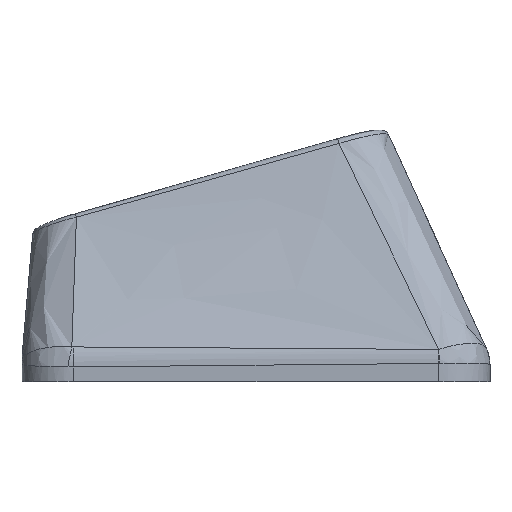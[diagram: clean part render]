
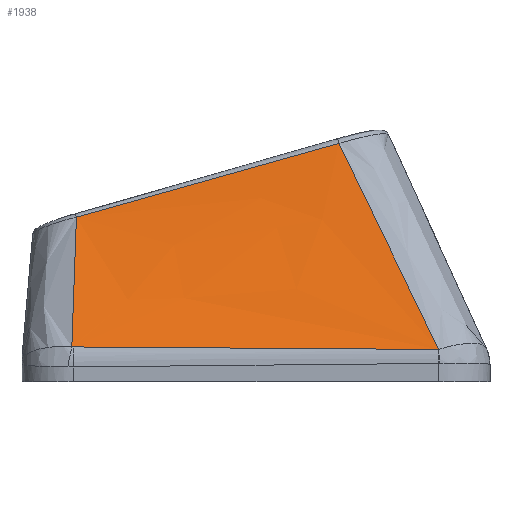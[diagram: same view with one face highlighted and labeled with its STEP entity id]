
A CAD part, left-side view. The second image highlights one B-rep face of the part: STEP entity #1938.
In plain terms, the highlighted free-form (B-spline) face has degree [3, 3] with [4, 4] control points.
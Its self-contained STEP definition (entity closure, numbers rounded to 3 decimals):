
#52=B_SPLINE_SURFACE_WITH_KNOTS('',3,3,((#4791,#4792,#4793,#4794),(#4795,
#4796,#4797,#4798),(#4799,#4800,#4801,#4802),(#4803,#4804,#4805,#4806)),
 .UNSPECIFIED.,.F.,.F.,.F.,(4,4),(4,4),(0.104,0.893),
(0.024,0.97),.UNSPECIFIED.);
#352=FACE_OUTER_BOUND('',#451,.T.);
#451=EDGE_LOOP('',(#1637,#1638,#1639,#1640,#1641,#1642));
#619=B_SPLINE_CURVE_WITH_KNOTS('',3,(#4313,#4314,#4315,#4316),
 .UNSPECIFIED.,.F.,.F.,(4,4),(0.,0.001),.UNSPECIFIED.);
#621=B_SPLINE_CURVE_WITH_KNOTS('',3,(#4340,#4341,#4342,#4343),
 .UNSPECIFIED.,.F.,.F.,(4,4),(0.,1.416),.UNSPECIFIED.);
#623=B_SPLINE_CURVE_WITH_KNOTS('',3,(#4367,#4368,#4369,#4370),
 .UNSPECIFIED.,.F.,.F.,(4,4),(0.,0.006),
 .UNSPECIFIED.);
#645=B_SPLINE_CURVE_WITH_KNOTS('',3,(#4782,#4783,#4784,#4785),
 .UNSPECIFIED.,.F.,.F.,(4,4),(-0.609,-0.019),
 .UNSPECIFIED.);
#647=B_SPLINE_CURVE_WITH_KNOTS('',3,(#4808,#4809,#4810,#4811),
 .UNSPECIFIED.,.F.,.F.,(4,4),(0.023,0.964),
 .UNSPECIFIED.);
#648=B_SPLINE_CURVE_WITH_KNOTS('',3,(#4812,#4813,#4814,#4815),
 .UNSPECIFIED.,.F.,.F.,(4,4),(-1.058,0.),.UNSPECIFIED.);
#859=VERTEX_POINT('',#4272);
#863=VERTEX_POINT('',#4306);
#865=VERTEX_POINT('',#4333);
#867=VERTEX_POINT('',#4360);
#894=VERTEX_POINT('',#4781);
#895=VERTEX_POINT('',#4807);
#1136=EDGE_CURVE('',#859,#863,#619,.T.);
#1139=EDGE_CURVE('',#863,#865,#621,.T.);
#1142=EDGE_CURVE('',#865,#867,#623,.T.);
#1183=EDGE_CURVE('',#867,#894,#645,.T.);
#1185=EDGE_CURVE('',#895,#859,#647,.T.);
#1186=EDGE_CURVE('',#894,#895,#648,.T.);
#1637=ORIENTED_EDGE('',*,*,#1142,.F.);
#1638=ORIENTED_EDGE('',*,*,#1139,.F.);
#1639=ORIENTED_EDGE('',*,*,#1136,.F.);
#1640=ORIENTED_EDGE('',*,*,#1185,.F.);
#1641=ORIENTED_EDGE('',*,*,#1186,.F.);
#1642=ORIENTED_EDGE('',*,*,#1183,.F.);
#1938=ADVANCED_FACE('',(#352),#52,.T.);
#4272=CARTESIAN_POINT('',(-13.741,-7.087,0.261));
#4306=CARTESIAN_POINT('',(-13.742,-7.077,0.261));
#4313=CARTESIAN_POINT('Ctrl Pts',(-13.741,-7.087,0.261));
#4314=CARTESIAN_POINT('Ctrl Pts',(-13.742,-7.084,0.261));
#4315=CARTESIAN_POINT('Ctrl Pts',(-13.742,-7.08,0.261));
#4316=CARTESIAN_POINT('Ctrl Pts',(-13.742,-7.077,0.261));
#4333=CARTESIAN_POINT('',(-13.626,7.092,0.358));
#4340=CARTESIAN_POINT('Ctrl Pts',(-13.742,-7.077,0.261));
#4341=CARTESIAN_POINT('Ctrl Pts',(-13.72,-2.355,0.286));
#4342=CARTESIAN_POINT('Ctrl Pts',(-13.692,2.367,0.317));
#4343=CARTESIAN_POINT('Ctrl Pts',(-13.626,7.092,0.358));
#4360=CARTESIAN_POINT('',(-13.622,7.147,0.364));
#4367=CARTESIAN_POINT('Ctrl Pts',(-13.626,7.092,0.358));
#4368=CARTESIAN_POINT('Ctrl Pts',(-13.626,7.11,0.358));
#4369=CARTESIAN_POINT('Ctrl Pts',(-13.625,7.129,0.36));
#4370=CARTESIAN_POINT('Ctrl Pts',(-13.622,7.147,0.364));
#4781=CARTESIAN_POINT('',(-10.608,6.969,5.393));
#4782=CARTESIAN_POINT('Ctrl Pts',(-13.622,7.147,0.364));
#4783=CARTESIAN_POINT('Ctrl Pts',(-12.609,7.07,2.036));
#4784=CARTESIAN_POINT('Ctrl Pts',(-11.604,7.007,3.713));
#4785=CARTESIAN_POINT('Ctrl Pts',(-10.608,6.969,5.393));
#4791=CARTESIAN_POINT('Ctrl Pts',(-10.589,-3.643,8.371));
#4792=CARTESIAN_POINT('Ctrl Pts',(-11.64,-4.791,5.667));
#4793=CARTESIAN_POINT('Ctrl Pts',(-12.691,-5.939,2.964));
#4794=CARTESIAN_POINT('Ctrl Pts',(-13.742,-7.087,0.261));
#4795=CARTESIAN_POINT('Ctrl Pts',(-10.589,-0.034,
7.368));
#4796=CARTESIAN_POINT('Ctrl Pts',(-11.64,-0.804,4.989));
#4797=CARTESIAN_POINT('Ctrl Pts',(-12.691,-1.573,2.609));
#4798=CARTESIAN_POINT('Ctrl Pts',(-13.742,-2.343,0.23));
#4799=CARTESIAN_POINT('Ctrl Pts',(-10.589,3.575,6.366));
#4800=CARTESIAN_POINT('Ctrl Pts',(-11.64,3.184,4.31));
#4801=CARTESIAN_POINT('Ctrl Pts',(-12.691,2.793,2.254));
#4802=CARTESIAN_POINT('Ctrl Pts',(-13.742,2.401,0.198));
#4803=CARTESIAN_POINT('Ctrl Pts',(-10.589,7.185,5.364));
#4804=CARTESIAN_POINT('Ctrl Pts',(-11.64,7.172,3.632));
#4805=CARTESIAN_POINT('Ctrl Pts',(-12.691,7.158,1.9));
#4806=CARTESIAN_POINT('Ctrl Pts',(-13.742,7.145,0.167));
#4807=CARTESIAN_POINT('',(-10.589,-3.219,8.253));
#4808=CARTESIAN_POINT('Ctrl Pts',(-10.589,-3.219,8.253));
#4809=CARTESIAN_POINT('Ctrl Pts',(-11.656,-4.52,5.598));
#4810=CARTESIAN_POINT('Ctrl Pts',(-12.703,-5.807,2.932));
#4811=CARTESIAN_POINT('Ctrl Pts',(-13.741,-7.087,0.261));
#4812=CARTESIAN_POINT('Ctrl Pts',(-10.608,6.969,5.393));
#4813=CARTESIAN_POINT('Ctrl Pts',(-10.602,3.571,6.338));
#4814=CARTESIAN_POINT('Ctrl Pts',(-10.595,0.176,7.293));
#4815=CARTESIAN_POINT('Ctrl Pts',(-10.589,-3.219,8.253));
